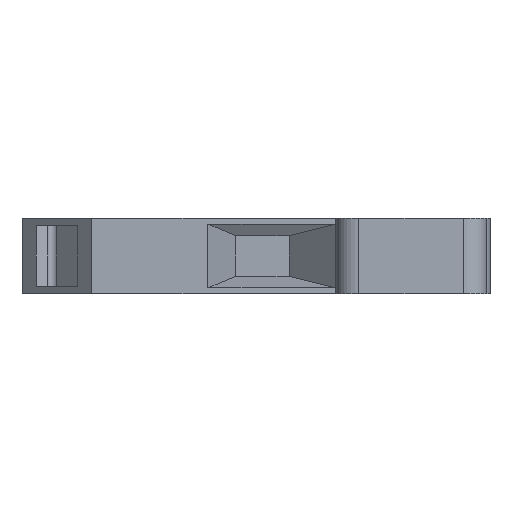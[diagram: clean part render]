
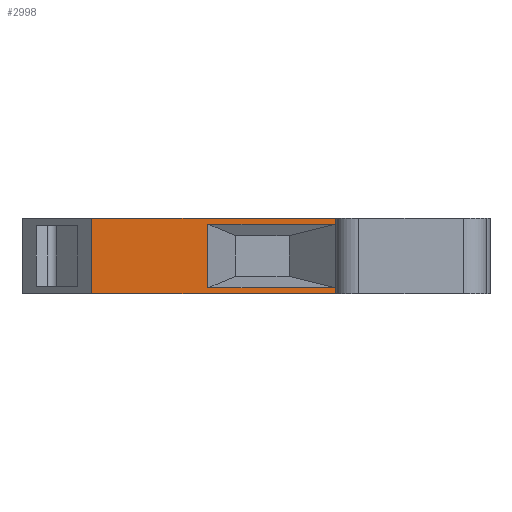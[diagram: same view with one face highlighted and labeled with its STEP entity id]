
A CAD part, left-side view. The second image highlights one B-rep face of the part: STEP entity #2998.
In plain terms, the highlighted planar face has unit normal (-1, 0, 0).
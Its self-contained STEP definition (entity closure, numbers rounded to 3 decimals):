
#50=DIRECTION('',(0.,-1.,0.));
#51=VECTOR('',#50,21.);
#52=CARTESIAN_POINT('',(-20.,14.15,-3.25));
#53=LINE('',#52,#51);
#672=DIRECTION('',(0.,0.,1.));
#673=VECTOR('',#672,0.5);
#674=CARTESIAN_POINT('',(-20.,-6.85,2.75));
#675=LINE('',#674,#673);
#676=DIRECTION('',(0.,0.,1.));
#677=VECTOR('',#676,0.5);
#678=CARTESIAN_POINT('',(-20.,-6.85,-3.25));
#679=LINE('',#678,#677);
#692=DIRECTION('',(0.,0.,1.));
#693=VECTOR('',#692,5.5);
#694=CARTESIAN_POINT('',(-20.,4.15,-2.75));
#695=LINE('',#694,#693);
#696=DIRECTION('',(0.,1.,0.));
#697=VECTOR('',#696,11.);
#698=CARTESIAN_POINT('',(-20.,-6.85,-2.75));
#699=LINE('',#698,#697);
#700=DIRECTION('',(0.,0.,1.));
#701=VECTOR('',#700,6.5);
#702=CARTESIAN_POINT('',(-20.,14.15,-3.25));
#703=LINE('',#702,#701);
#704=DIRECTION('',(0.,1.,0.));
#705=VECTOR('',#704,11.);
#706=CARTESIAN_POINT('',(-20.,-6.85,2.75));
#707=LINE('',#706,#705);
#1128=DIRECTION('',(0.,-1.,0.));
#1129=VECTOR('',#1128,21.);
#1130=CARTESIAN_POINT('',(-20.,14.15,3.25));
#1131=LINE('',#1130,#1129);
#1366=CARTESIAN_POINT('',(-20.,14.15,-3.25));
#1367=VERTEX_POINT('',#1366);
#1368=CARTESIAN_POINT('',(-20.,-6.85,-3.25));
#1369=VERTEX_POINT('',#1368);
#1520=CARTESIAN_POINT('',(-20.,14.15,3.25));
#1521=VERTEX_POINT('',#1520);
#1522=CARTESIAN_POINT('',(-20.,-6.85,3.25));
#1523=VERTEX_POINT('',#1522);
#1666=CARTESIAN_POINT('',(-20.,-6.85,-2.75));
#1667=CARTESIAN_POINT('',(-20.,-6.85,2.75));
#1668=VERTEX_POINT('',#1666);
#1669=VERTEX_POINT('',#1667);
#1670=CARTESIAN_POINT('',(-20.,4.15,-2.75));
#1671=CARTESIAN_POINT('',(-20.,4.15,2.75));
#1672=VERTEX_POINT('',#1670);
#1673=VERTEX_POINT('',#1671);
#2979=CARTESIAN_POINT('',(-20.,14.15,-3.25));
#2980=DIRECTION('',(-1.,0.,0.));
#2981=DIRECTION('',(0.,-1.,0.));
#2982=AXIS2_PLACEMENT_3D('',#2979,#2980,#2981);
#2983=PLANE('',#2982);
#2985=ORIENTED_EDGE('',*,*,#2984,.F.);
#2986=ORIENTED_EDGE('',*,*,#2969,.F.);
#2987=ORIENTED_EDGE('',*,*,#2944,.F.);
#2988=ORIENTED_EDGE('',*,*,#1783,.F.);
#2990=ORIENTED_EDGE('',*,*,#2989,.T.);
#2992=ORIENTED_EDGE('',*,*,#2991,.T.);
#2993=ORIENTED_EDGE('',*,*,#2938,.F.);
#2995=ORIENTED_EDGE('',*,*,#2994,.T.);
#2996=EDGE_LOOP('',(#2985,#2986,#2987,#2988,#2990,#2992,#2993,#2995));
#2997=FACE_OUTER_BOUND('',#2996,.F.);
#1783=EDGE_CURVE('',#1367,#1369,#53,.T.);
#2938=EDGE_CURVE('',#1669,#1523,#675,.T.);
#2944=EDGE_CURVE('',#1369,#1668,#679,.T.);
#2969=EDGE_CURVE('',#1668,#1672,#699,.T.);
#2984=EDGE_CURVE('',#1672,#1673,#695,.T.);
#2989=EDGE_CURVE('',#1367,#1521,#703,.T.);
#2991=EDGE_CURVE('',#1521,#1523,#1131,.T.);
#2994=EDGE_CURVE('',#1669,#1673,#707,.T.);
#2998=ADVANCED_FACE('',(#2997),#2983,.T.);
